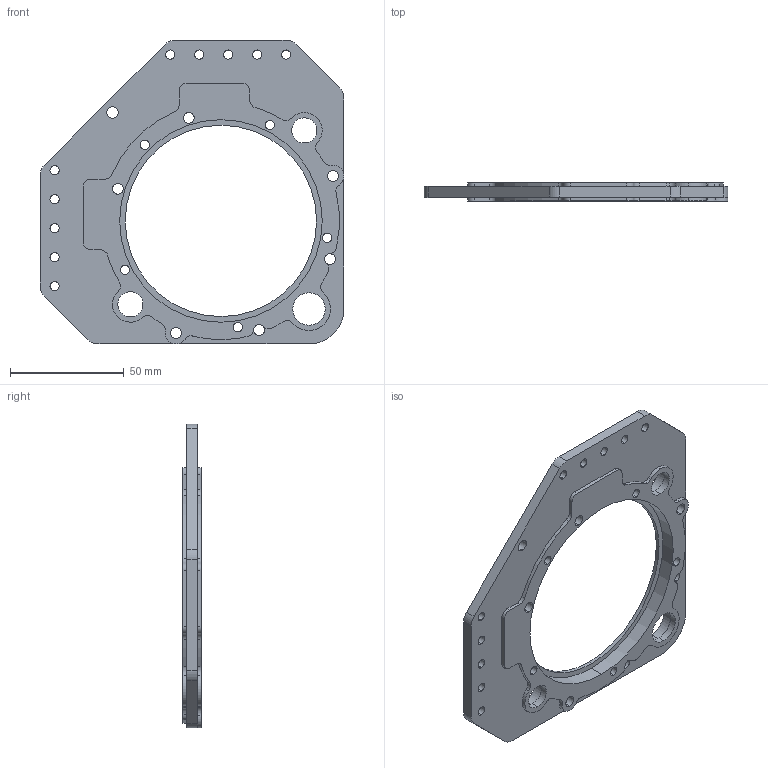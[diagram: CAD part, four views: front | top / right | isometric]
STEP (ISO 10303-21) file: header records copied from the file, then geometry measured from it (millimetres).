
FILE_DESCRIPTION (( 'STEP AP214' ), '1' );
FILE_NAME ('WCP-1500.STEP', '2023-12-18T23:46:13', ( '' ), ( '' ), 'SwSTEP 2.0', 'SolidWorks 2022', '' );
FILE_SCHEMA (( 'AUTOMOTIVE_DESIGN' ));
Length unit declared in the file: inch
Products named in the file (1): WCP-1500
Bounding box: 133.35 x 8 x 133.35 mm (x, y, z)
Volume: 51303.4 mm3; surface area: 27292.4 mm2
Topology: 1 solids, 1 shells, 180 faces, 528 edges, 351 vertices
Faces by surface type: cylinder 152, plane 28
Entity records: 6799 total; most frequent: DIRECTION 1203, CARTESIAN_POINT 1060, ORIENTED_EDGE 1056, EDGE_CURVE 528, AXIS2_PLACEMENT_3D 494, VERTEX_POINT 351, CIRCLE 313, EDGE_LOOP 233
